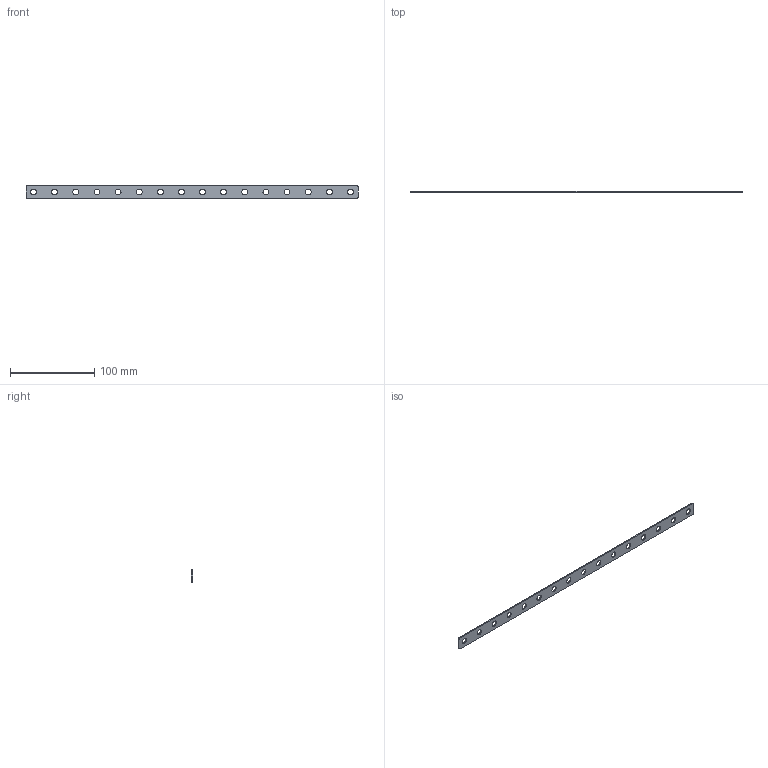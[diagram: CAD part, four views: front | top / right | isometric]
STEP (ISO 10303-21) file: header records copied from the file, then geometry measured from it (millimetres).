
FILE_DESCRIPTION (( 'STEP AP203' ), '1' );
FILE_NAME ('20-02-1919.STEP', '2013-05-27T06:18:30', ( 'asennus' ), ( '' ), 'SwSTEP 2.0', 'SolidWorks 2013', '' );
FILE_SCHEMA (( 'CONFIG_CONTROL_DESIGN' ));
Length unit declared in the file: millimetre
Products named in the file (1): 20-02-1919
Bounding box: 393 x 1.25 x 16 mm (x, y, z)
Volume: 7086 mm3; surface area: 12795.7 mm2
Topology: 1 solids, 1 shells, 42 faces, 120 edges, 80 vertices
Faces by surface type: cylinder 36, plane 6
Entity records: 1557 total; most frequent: DIRECTION 278, CARTESIAN_POINT 243, ORIENTED_EDGE 240, EDGE_CURVE 120, AXIS2_PLACEMENT_3D 115, VERTEX_POINT 80, EDGE_LOOP 74, CIRCLE 72
